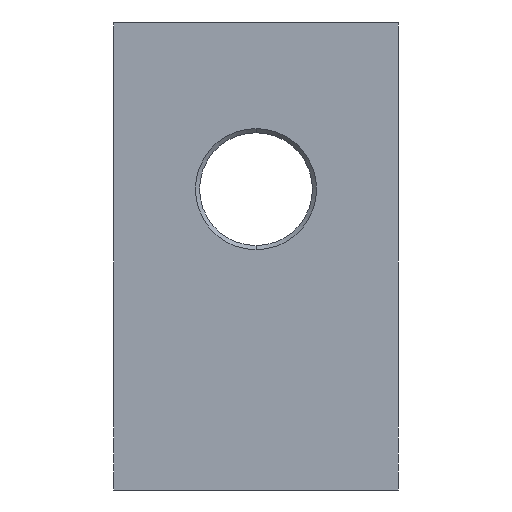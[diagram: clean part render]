
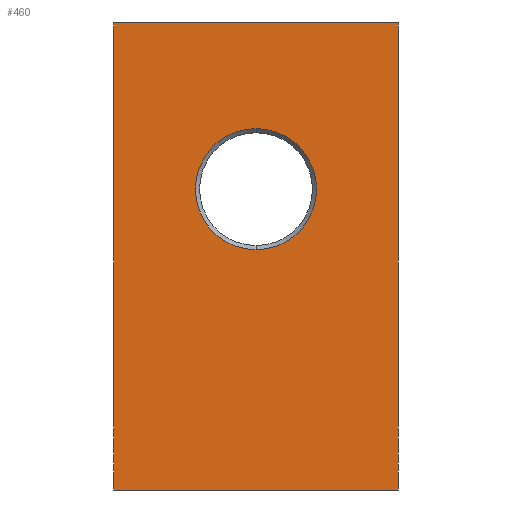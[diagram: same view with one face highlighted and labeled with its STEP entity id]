
A CAD part, front view. The second image highlights one B-rep face of the part: STEP entity #460.
In plain terms, the highlighted planar face has unit normal (0, -1, 0).
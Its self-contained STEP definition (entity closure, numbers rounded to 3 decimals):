
#18 = EDGE_LOOP ( 'NONE', ( #853, #466, #536, #150 ) ) ;
#20 = LINE ( 'NONE', #835, #383 ) ;
#25 = DIRECTION ( 'NONE',  ( 0., 0., 1. ) ) ;
#36 = CARTESIAN_POINT ( 'NONE',  ( 0., 0., 28.75 ) ) ;
#40 = CARTESIAN_POINT ( 'NONE',  ( -17., 0., 56. ) ) ;
#54 = CARTESIAN_POINT ( 'NONE',  ( -17., 0., 0. ) ) ;
#56 = ORIENTED_EDGE ( 'NONE', *, *, #814, .T. ) ;
#64 = FACE_BOUND ( 'NONE', #372, .T. ) ;
#94 = DIRECTION ( 'NONE',  ( 0., 0., -1. ) ) ;
#101 = CARTESIAN_POINT ( 'NONE',  ( 17., 0., 56. ) ) ;
#103 = VERTEX_POINT ( 'NONE', #252 ) ;
#108 = VERTEX_POINT ( 'NONE', #54 ) ;
#118 = FACE_OUTER_BOUND ( 'NONE', #18, .T. ) ;
#137 = VERTEX_POINT ( 'NONE', #36 ) ;
#150 = ORIENTED_EDGE ( 'NONE', *, *, #886, .T. ) ;
#186 = VECTOR ( 'NONE', #604, 1000. ) ;
#190 = VERTEX_POINT ( 'NONE', #969 ) ;
#221 = AXIS2_PLACEMENT_3D ( 'NONE', #927, #451, #25 ) ;
#228 = DIRECTION ( 'NONE',  ( 0., 1., 0. ) ) ;
#251 = CARTESIAN_POINT ( 'NONE',  ( 17., 0., 56. ) ) ;
#252 = CARTESIAN_POINT ( 'NONE',  ( 0., 0., 43.25 ) ) ;
#270 = AXIS2_PLACEMENT_3D ( 'NONE', #678, #228, #756 ) ;
#326 = CARTESIAN_POINT ( 'NONE',  ( 17., 0., 0. ) ) ;
#368 = VECTOR ( 'NONE', #458, 1000. ) ;
#372 = EDGE_LOOP ( 'NONE', ( #56, #670 ) ) ;
#383 = VECTOR ( 'NONE', #94, 1000. ) ;
#451 = DIRECTION ( 'NONE',  ( 0., 1., 0. ) ) ;
#453 = VERTEX_POINT ( 'NONE', #251 ) ;
#458 = DIRECTION ( 'NONE',  ( 0., 0., -1. ) ) ;
#460 = ADVANCED_FACE ( 'NONE', ( #64, #118 ), #471, .F. ) ;
#466 = ORIENTED_EDGE ( 'NONE', *, *, #881, .F. ) ;
#471 = PLANE ( 'NONE',  #527 ) ;
#474 = DIRECTION ( 'NONE',  ( 0., 0., 1. ) ) ;
#517 = VERTEX_POINT ( 'NONE', #40 ) ;
#527 = AXIS2_PLACEMENT_3D ( 'NONE', #780, #947, #474 ) ;
#536 = ORIENTED_EDGE ( 'NONE', *, *, #883, .F. ) ;
#553 = LINE ( 'NONE', #101, #739 ) ;
#571 = LINE ( 'NONE', #844, #368 ) ;
#596 = LINE ( 'NONE', #326, #186 ) ;
#604 = DIRECTION ( 'NONE',  ( -1., 0., 0. ) ) ;
#642 = CIRCLE ( 'NONE', #270, 7.25 ) ;
#670 = ORIENTED_EDGE ( 'NONE', *, *, #868, .T. ) ;
#678 = CARTESIAN_POINT ( 'NONE',  ( 0., 0., 36. ) ) ;
#698 = DIRECTION ( 'NONE',  ( -1., 0., 0. ) ) ;
#739 = VECTOR ( 'NONE', #698, 1000. ) ;
#756 = DIRECTION ( 'NONE',  ( 0., 0., 1. ) ) ;
#780 = CARTESIAN_POINT ( 'NONE',  ( 17., 0., 56. ) ) ;
#787 = CIRCLE ( 'NONE', #221, 7.25 ) ;
#814 = EDGE_CURVE ( 'NONE', #137, #103, #642, .T. ) ;
#835 = CARTESIAN_POINT ( 'NONE',  ( -17., 0., 56. ) ) ;
#844 = CARTESIAN_POINT ( 'NONE',  ( 17., 0., 56. ) ) ;
#853 = ORIENTED_EDGE ( 'NONE', *, *, #876, .T. ) ;
#868 = EDGE_CURVE ( 'NONE', #103, #137, #787, .T. ) ;
#876 = EDGE_CURVE ( 'NONE', #517, #108, #20, .T. ) ;
#881 = EDGE_CURVE ( 'NONE', #190, #108, #596, .T. ) ;
#883 = EDGE_CURVE ( 'NONE', #453, #190, #571, .T. ) ;
#886 = EDGE_CURVE ( 'NONE', #453, #517, #553, .T. ) ;
#927 = CARTESIAN_POINT ( 'NONE',  ( 0., 0., 36. ) ) ;
#947 = DIRECTION ( 'NONE',  ( 0., 1., 0. ) ) ;
#969 = CARTESIAN_POINT ( 'NONE',  ( 17., 0., 0. ) ) ;
